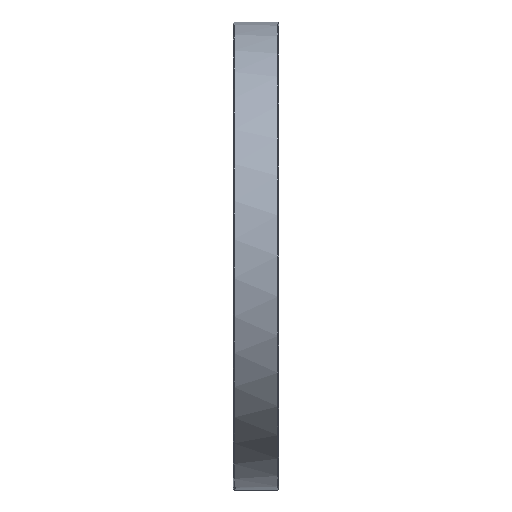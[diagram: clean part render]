
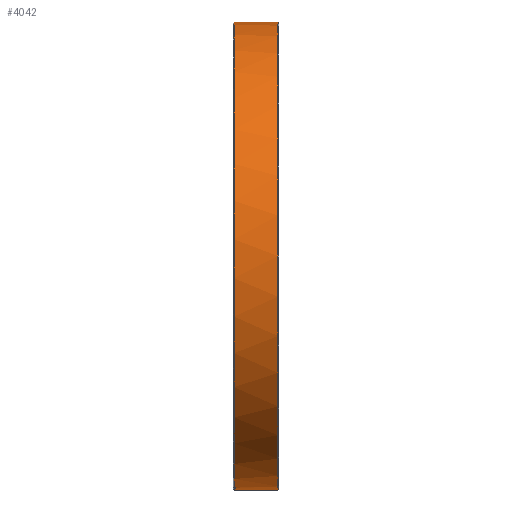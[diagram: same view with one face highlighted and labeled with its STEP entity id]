
A CAD part, left-side view. The second image highlights one B-rep face of the part: STEP entity #4042.
In plain terms, the highlighted cylindrical face has radius 126.6 mm (diameter 253.2 mm), a partial arc.
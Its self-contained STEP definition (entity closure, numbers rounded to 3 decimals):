
#44 = AXIS2_PLACEMENT_3D ( 'NONE', #3112, #3095, #3090 ) ;
#130 = CARTESIAN_POINT ( 'NONE',  ( 0., 24.2, 0. ) ) ;
#136 = VERTEX_POINT ( 'NONE', #1980 ) ;
#138 = CARTESIAN_POINT ( 'NONE',  ( 0., -15.022, 0. ) ) ;
#184 = DIRECTION ( 'NONE',  ( 0., -1., 0. ) ) ;
#187 = AXIS2_PLACEMENT_3D ( 'NONE', #3064, #730, #3455 ) ;
#201 = DIRECTION ( 'NONE',  ( 0., 0., -1. ) ) ;
#216 = EDGE_CURVE ( 'NONE', #3621, #393, #3481, .T. ) ;
#241 = ORIENTED_EDGE ( 'NONE', *, *, #1996, .T. ) ;
#246 = AXIS2_PLACEMENT_3D ( 'NONE', #138, #3982, #1639 ) ;
#279 = VECTOR ( 'NONE', #2448, 1000. ) ;
#372 = AXIS2_PLACEMENT_3D ( 'NONE', #661, #656, #803 ) ;
#393 = VERTEX_POINT ( 'NONE', #1730 ) ;
#436 = VECTOR ( 'NONE', #3779, 1000. ) ;
#610 = CARTESIAN_POINT ( 'NONE',  ( -15.036, 24.2, -125.704 ) ) ;
#656 = DIRECTION ( 'NONE',  ( 0., -1., 0. ) ) ;
#661 = CARTESIAN_POINT ( 'NONE',  ( 0., 24.2, 0. ) ) ;
#691 = CARTESIAN_POINT ( 'NONE',  ( -15.036, -15.022, -125.704 ) ) ;
#708 = EDGE_CURVE ( 'NONE', #2879, #2426, #793, .T. ) ;
#730 = DIRECTION ( 'NONE',  ( 0., 1., 0. ) ) ;
#793 = LINE ( 'NONE', #3034, #4723 ) ;
#803 = DIRECTION ( 'NONE',  ( 0., 0., -1. ) ) ;
#882 = EDGE_CURVE ( 'NONE', #2426, #393, #3717, .T. ) ;
#998 = CARTESIAN_POINT ( 'NONE',  ( -15.036, 23.3, -125.704 ) ) ;
#1108 = ORIENTED_EDGE ( 'NONE', *, *, #4306, .T. ) ;
#1151 = EDGE_CURVE ( 'NONE', #2024, #2879, #2388, .T. ) ;
#1231 = ORIENTED_EDGE ( 'NONE', *, *, #216, .F. ) ;
#1639 = DIRECTION ( 'NONE',  ( 0., 0., -1. ) ) ;
#1657 = ORIENTED_EDGE ( 'NONE', *, *, #882, .T. ) ;
#1730 = CARTESIAN_POINT ( 'NONE',  ( 0., 0.4, 126.6 ) ) ;
#1791 = ORIENTED_EDGE ( 'NONE', *, *, #1151, .T. ) ;
#1850 = VERTEX_POINT ( 'NONE', #4073 ) ;
#1885 = CIRCLE ( 'NONE', #3885, 126.6 ) ;
#1919 = ORIENTED_EDGE ( 'NONE', *, *, #3227, .T. ) ;
#1980 = CARTESIAN_POINT ( 'NONE',  ( -18.011, 23.3, -125.312 ) ) ;
#1996 = EDGE_CURVE ( 'NONE', #3621, #1850, #1885, .T. ) ;
#2024 = VERTEX_POINT ( 'NONE', #610 ) ;
#2141 = CIRCLE ( 'NONE', #187, 126.6 ) ;
#2238 = CARTESIAN_POINT ( 'NONE',  ( 0., 0.4, -126.6 ) ) ;
#2388 = CIRCLE ( 'NONE', #372, 126.6 ) ;
#2426 = VERTEX_POINT ( 'NONE', #2238 ) ;
#2448 = DIRECTION ( 'NONE',  ( 0., -1., 0. ) ) ;
#2566 = CYLINDRICAL_SURFACE ( 'NONE', #246, 126.6 ) ;
#2578 = VECTOR ( 'NONE', #4897, 1000. ) ;
#2637 = EDGE_CURVE ( 'NONE', #4212, #136, #2141, .T. ) ;
#2736 = DIRECTION ( 'NONE',  ( 0., -1., 0. ) ) ;
#2805 = FACE_OUTER_BOUND ( 'NONE', #4034, .T. ) ;
#2827 = CARTESIAN_POINT ( 'NONE',  ( 0., 24.2, -126.6 ) ) ;
#2879 = VERTEX_POINT ( 'NONE', #2827 ) ;
#2930 = CARTESIAN_POINT ( 'NONE',  ( 0., 24.2, 126.6 ) ) ;
#3034 = CARTESIAN_POINT ( 'NONE',  ( 0., -15.022, -126.6 ) ) ;
#3064 = CARTESIAN_POINT ( 'NONE',  ( 0., 23.3, 0. ) ) ;
#3071 = ORIENTED_EDGE ( 'NONE', *, *, #2637, .F. ) ;
#3090 = DIRECTION ( 'NONE',  ( 0., 0., 1. ) ) ;
#3095 = DIRECTION ( 'NONE',  ( 0., 1., 0. ) ) ;
#3112 = CARTESIAN_POINT ( 'NONE',  ( 0., 0.4, 0. ) ) ;
#3198 = CARTESIAN_POINT ( 'NONE',  ( 0., -15.022, 126.6 ) ) ;
#3227 = EDGE_CURVE ( 'NONE', #4212, #2024, #4561, .T. ) ;
#3384 = CARTESIAN_POINT ( 'NONE',  ( -18.011, -15.022, -125.312 ) ) ;
#3396 = LINE ( 'NONE', #3384, #436 ) ;
#3455 = DIRECTION ( 'NONE',  ( 0., 0., 1. ) ) ;
#3481 = LINE ( 'NONE', #3198, #279 ) ;
#3621 = VERTEX_POINT ( 'NONE', #2930 ) ;
#3717 = CIRCLE ( 'NONE', #44, 126.6 ) ;
#3779 = DIRECTION ( 'NONE',  ( 0., -1., 0. ) ) ;
#3885 = AXIS2_PLACEMENT_3D ( 'NONE', #130, #184, #201 ) ;
#3982 = DIRECTION ( 'NONE',  ( 0., -1., 0. ) ) ;
#4034 = EDGE_LOOP ( 'NONE', ( #1231, #241, #1108, #3071, #1919, #1791, #4695, #1657 ) ) ;
#4042 = ADVANCED_FACE ( 'NONE', ( #2805 ), #2566, .T. ) ;
#4073 = CARTESIAN_POINT ( 'NONE',  ( -18.011, 24.2, -125.312 ) ) ;
#4212 = VERTEX_POINT ( 'NONE', #998 ) ;
#4306 = EDGE_CURVE ( 'NONE', #1850, #136, #3396, .T. ) ;
#4561 = LINE ( 'NONE', #691, #2578 ) ;
#4695 = ORIENTED_EDGE ( 'NONE', *, *, #708, .T. ) ;
#4723 = VECTOR ( 'NONE', #2736, 1000. ) ;
#4897 = DIRECTION ( 'NONE',  ( 0., 1., 0. ) ) ;
